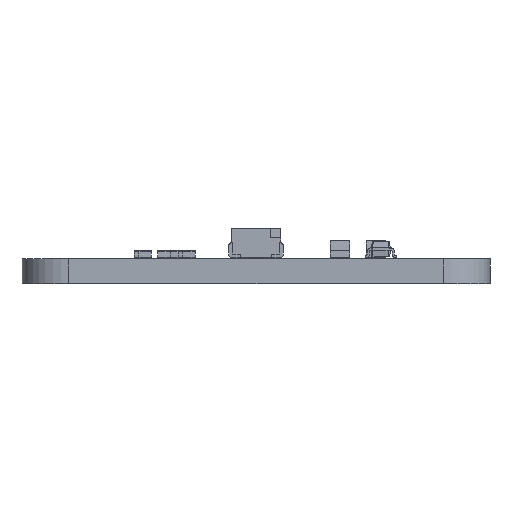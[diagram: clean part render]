
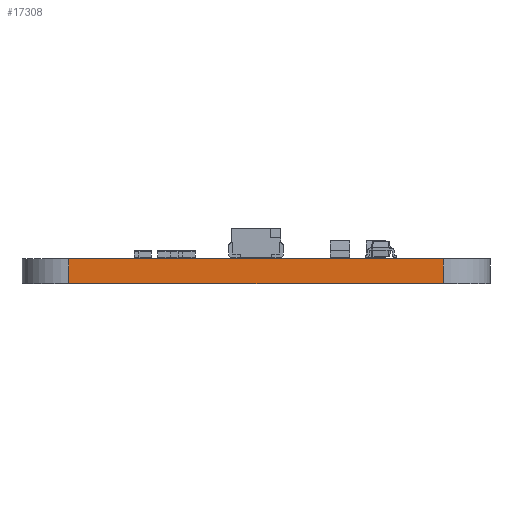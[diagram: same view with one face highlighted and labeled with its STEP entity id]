
A CAD part, left-side view. The second image highlights one B-rep face of the part: STEP entity #17308.
In plain terms, the highlighted planar face has unit normal (-1, 0, 0).
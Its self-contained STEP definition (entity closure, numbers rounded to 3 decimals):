
#17190 = EDGE_CURVE('',#17191,#17193,#17195,.T.);
#17191 = VERTEX_POINT('',#17192);
#17192 = CARTESIAN_POINT('',(-3.5,-0.5,0.));
#17193 = VERTEX_POINT('',#17194);
#17194 = CARTESIAN_POINT('',(-3.5,-0.5,1.6));
#17195 = SURFACE_CURVE('',#17196,(#17200,#17212),.PCURVE_S1.);
#17196 = LINE('',#17197,#17198);
#17197 = CARTESIAN_POINT('',(-3.5,-0.5,0.));
#17198 = VECTOR('',#17199,1.);
#17199 = DIRECTION('',(0.,0.,1.));
#17200 = PCURVE('',#17201,#17206);
#17201 = CYLINDRICAL_SURFACE('',#17202,3.);
#17202 = AXIS2_PLACEMENT_3D('',#17203,#17204,#17205);
#17203 = CARTESIAN_POINT('',(-0.5,-0.5,0.));
#17204 = DIRECTION('',(0.,0.,-1.));
#17205 = DIRECTION('',(1.,0.,0.));
#17206 = DEFINITIONAL_REPRESENTATION('',(#17207),#17211);
#17207 = LINE('',#17208,#17209);
#17208 = CARTESIAN_POINT('',(-3.142,0.));
#17209 = VECTOR('',#17210,1.);
#17210 = DIRECTION('',(0.,-1.));
#17211 = ( GEOMETRIC_REPRESENTATION_CONTEXT(2) 
PARAMETRIC_REPRESENTATION_CONTEXT() REPRESENTATION_CONTEXT('2D SPACE',''
  ) );
#17212 = PCURVE('',#17213,#17218);
#17213 = PLANE('',#17214);
#17214 = AXIS2_PLACEMENT_3D('',#17215,#17216,#17217);
#17215 = CARTESIAN_POINT('',(-3.5,23.5,0.));
#17216 = DIRECTION('',(1.,0.,0.));
#17217 = DIRECTION('',(0.,-1.,0.));
#17218 = DEFINITIONAL_REPRESENTATION('',(#17219),#17223);
#17219 = LINE('',#17220,#17221);
#17220 = CARTESIAN_POINT('',(24.,0.));
#17221 = VECTOR('',#17222,1.);
#17222 = DIRECTION('',(0.,-1.));
#17223 = ( GEOMETRIC_REPRESENTATION_CONTEXT(2) 
PARAMETRIC_REPRESENTATION_CONTEXT() REPRESENTATION_CONTEXT('2D SPACE',''
  ) );
#17242 = PLANE('',#17243);
#17243 = AXIS2_PLACEMENT_3D('',#17244,#17245,#17246);
#17244 = CARTESIAN_POINT('',(27.411,11.137,1.6));
#17245 = DIRECTION('',(0.,0.,1.));
#17246 = DIRECTION('',(1.,0.,0.));
#17297 = PLANE('',#17298);
#17298 = AXIS2_PLACEMENT_3D('',#17299,#17300,#17301);
#17299 = CARTESIAN_POINT('',(27.411,11.137,0.));
#17300 = DIRECTION('',(0.,0.,1.));
#17301 = DIRECTION('',(1.,0.,0.));
#17308 = ADVANCED_FACE('',(#17309),#17213,.F.);
#17309 = FACE_BOUND('',#17310,.F.);
#17310 = EDGE_LOOP('',(#17311,#17341,#17362,#17363));
#17311 = ORIENTED_EDGE('',*,*,#17312,.T.);
#17312 = EDGE_CURVE('',#17313,#17315,#17317,.T.);
#17313 = VERTEX_POINT('',#17314);
#17314 = CARTESIAN_POINT('',(-3.5,23.5,0.));
#17315 = VERTEX_POINT('',#17316);
#17316 = CARTESIAN_POINT('',(-3.5,23.5,1.6));
#17317 = SURFACE_CURVE('',#17318,(#17322,#17329),.PCURVE_S1.);
#17318 = LINE('',#17319,#17320);
#17319 = CARTESIAN_POINT('',(-3.5,23.5,0.));
#17320 = VECTOR('',#17321,1.);
#17321 = DIRECTION('',(0.,0.,1.));
#17322 = PCURVE('',#17213,#17323);
#17323 = DEFINITIONAL_REPRESENTATION('',(#17324),#17328);
#17324 = LINE('',#17325,#17326);
#17325 = CARTESIAN_POINT('',(0.,0.));
#17326 = VECTOR('',#17327,1.);
#17327 = DIRECTION('',(0.,-1.));
#17328 = ( GEOMETRIC_REPRESENTATION_CONTEXT(2) 
PARAMETRIC_REPRESENTATION_CONTEXT() REPRESENTATION_CONTEXT('2D SPACE',''
  ) );
#17329 = PCURVE('',#17330,#17335);
#17330 = CYLINDRICAL_SURFACE('',#17331,3.);
#17331 = AXIS2_PLACEMENT_3D('',#17332,#17333,#17334);
#17332 = CARTESIAN_POINT('',(-0.5,23.5,0.));
#17333 = DIRECTION('',(0.,0.,-1.));
#17334 = DIRECTION('',(1.,0.,0.));
#17335 = DEFINITIONAL_REPRESENTATION('',(#17336),#17340);
#17336 = LINE('',#17337,#17338);
#17337 = CARTESIAN_POINT('',(-3.142,0.));
#17338 = VECTOR('',#17339,1.);
#17339 = DIRECTION('',(0.,-1.));
#17340 = ( GEOMETRIC_REPRESENTATION_CONTEXT(2) 
PARAMETRIC_REPRESENTATION_CONTEXT() REPRESENTATION_CONTEXT('2D SPACE',''
  ) );
#17341 = ORIENTED_EDGE('',*,*,#17342,.T.);
#17342 = EDGE_CURVE('',#17315,#17193,#17343,.T.);
#17343 = SURFACE_CURVE('',#17344,(#17348,#17355),.PCURVE_S1.);
#17344 = LINE('',#17345,#17346);
#17345 = CARTESIAN_POINT('',(-3.5,23.5,1.6));
#17346 = VECTOR('',#17347,1.);
#17347 = DIRECTION('',(0.,-1.,0.));
#17348 = PCURVE('',#17213,#17349);
#17349 = DEFINITIONAL_REPRESENTATION('',(#17350),#17354);
#17350 = LINE('',#17351,#17352);
#17351 = CARTESIAN_POINT('',(0.,-1.6));
#17352 = VECTOR('',#17353,1.);
#17353 = DIRECTION('',(1.,0.));
#17354 = ( GEOMETRIC_REPRESENTATION_CONTEXT(2) 
PARAMETRIC_REPRESENTATION_CONTEXT() REPRESENTATION_CONTEXT('2D SPACE',''
  ) );
#17355 = PCURVE('',#17242,#17356);
#17356 = DEFINITIONAL_REPRESENTATION('',(#17357),#17361);
#17357 = LINE('',#17358,#17359);
#17358 = CARTESIAN_POINT('',(-30.911,12.363));
#17359 = VECTOR('',#17360,1.);
#17360 = DIRECTION('',(0.,-1.));
#17361 = ( GEOMETRIC_REPRESENTATION_CONTEXT(2) 
PARAMETRIC_REPRESENTATION_CONTEXT() REPRESENTATION_CONTEXT('2D SPACE',''
  ) );
#17362 = ORIENTED_EDGE('',*,*,#17190,.F.);
#17363 = ORIENTED_EDGE('',*,*,#17364,.F.);
#17364 = EDGE_CURVE('',#17313,#17191,#17365,.T.);
#17365 = SURFACE_CURVE('',#17366,(#17370,#17377),.PCURVE_S1.);
#17366 = LINE('',#17367,#17368);
#17367 = CARTESIAN_POINT('',(-3.5,23.5,0.));
#17368 = VECTOR('',#17369,1.);
#17369 = DIRECTION('',(0.,-1.,0.));
#17370 = PCURVE('',#17213,#17371);
#17371 = DEFINITIONAL_REPRESENTATION('',(#17372),#17376);
#17372 = LINE('',#17373,#17374);
#17373 = CARTESIAN_POINT('',(0.,0.));
#17374 = VECTOR('',#17375,1.);
#17375 = DIRECTION('',(1.,0.));
#17376 = ( GEOMETRIC_REPRESENTATION_CONTEXT(2) 
PARAMETRIC_REPRESENTATION_CONTEXT() REPRESENTATION_CONTEXT('2D SPACE',''
  ) );
#17377 = PCURVE('',#17297,#17378);
#17378 = DEFINITIONAL_REPRESENTATION('',(#17379),#17383);
#17379 = LINE('',#17380,#17381);
#17380 = CARTESIAN_POINT('',(-30.911,12.363));
#17381 = VECTOR('',#17382,1.);
#17382 = DIRECTION('',(0.,-1.));
#17383 = ( GEOMETRIC_REPRESENTATION_CONTEXT(2) 
PARAMETRIC_REPRESENTATION_CONTEXT() REPRESENTATION_CONTEXT('2D SPACE',''
  ) );
